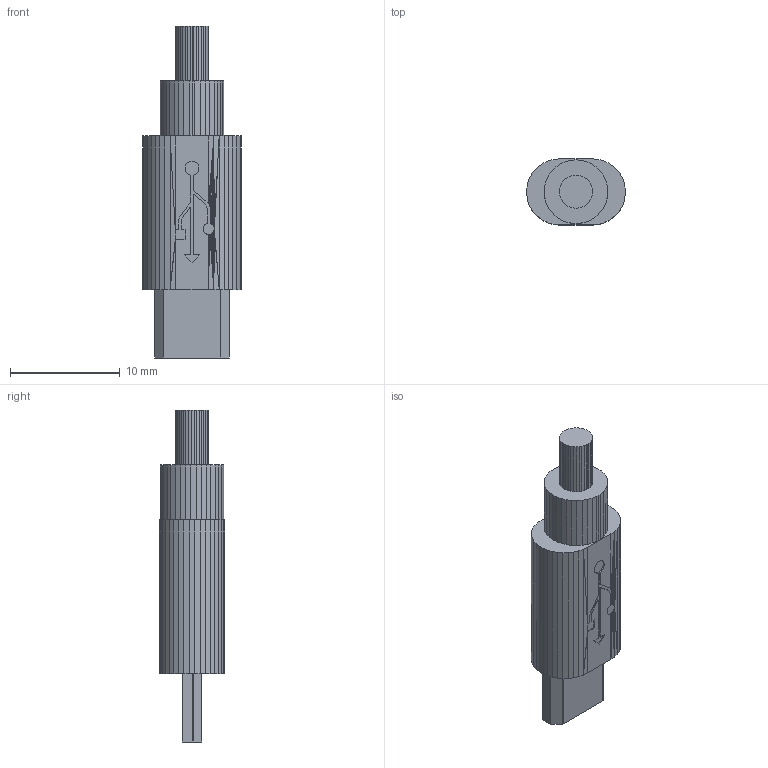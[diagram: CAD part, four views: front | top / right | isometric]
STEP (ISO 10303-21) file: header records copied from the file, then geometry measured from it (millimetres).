
FILE_DESCRIPTION(('FreeCAD Model'),'2;1');
FILE_NAME('Open CASCADE Shape Model','2024-04-18T14:58:28',(''),(''), 'Open CASCADE STEP processor 7.6','FreeCAD','Unknown');
FILE_SCHEMA(('AUTOMOTIVE_DESIGN { 1 0 10303 214 1 1 1 1 }'));
Length unit declared in the file: millimetre
Products named in the file (1): micro_USB_Male006
Bounding box: 8.98 x 6 x 30.2 mm (x, y, z)
Surface area: 719.3 mm2 (no closed solid volume)
Topology: 0 solids, 1 shells, 335 faces, 919 edges, 590 vertices
Faces by surface type: plane 335
Entity records: 24414 total; most frequent: CARTESIAN_POINT 3683, DIRECTION 3429, LINE 2757, VECTOR 2757, ORIENTED_EDGE 1838, PCURVE 1838, DEFINITIONAL_REPRESENTATION 1838, EDGE_CURVE 919
